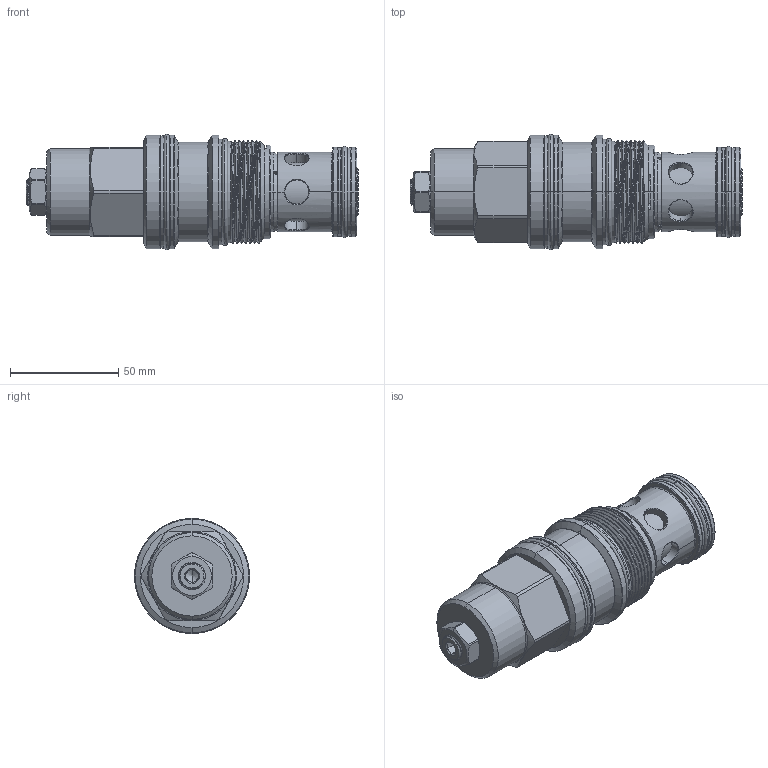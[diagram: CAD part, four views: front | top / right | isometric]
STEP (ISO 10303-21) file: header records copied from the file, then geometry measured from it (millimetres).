
FILE_DESCRIPTION (( 'STEP AP203' ), '1' );
FILE_NAME ('CB19A3A(3C)(3Q)-L.STEP', '2020-04-08T05:51:37', ( '' ), ( '' ), 'SwSTEP 2.0', 'SolidWorks 2018', '' );
FILE_SCHEMA (( 'CONFIG_CONTROL_DESIGN' ));
Length unit declared in the file: millimetre
Products named in the file (1): CB19A3A(3C)(3Q)-L
Bounding box: 153.05 x 53.11 x 53.11 mm (x, y, z)
Volume: 209900.5 mm3; surface area: 36684.2 mm2
Topology: 5 solids, 5 shells, 312 faces, 746 edges, 453 vertices
Faces by surface type: cylinder 135, plane 66, cone 48, torus 43, bspline 20
Entity records: 14155 total; most frequent: CARTESIAN_POINT 7116, DIRECTION 1480, ORIENTED_EDGE 1460, EDGE_CURVE 730, AXIS2_PLACEMENT_3D 631, VERTEX_POINT 447, EDGE_LOOP 339, CIRCLE 338
